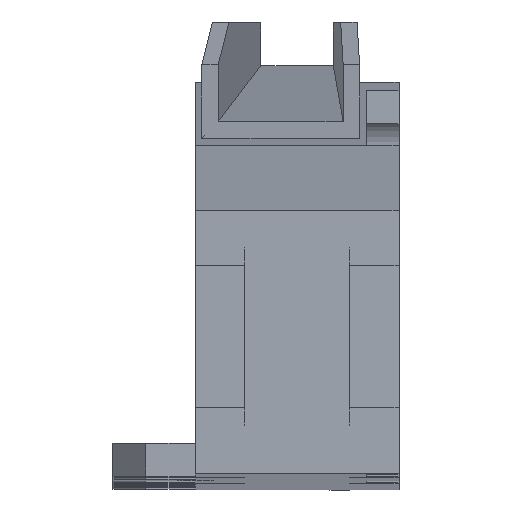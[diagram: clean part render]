
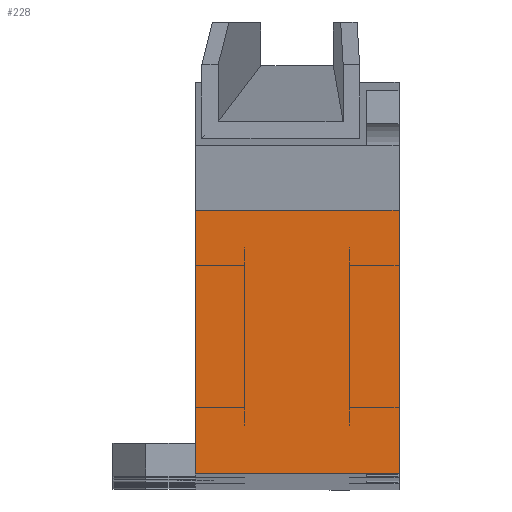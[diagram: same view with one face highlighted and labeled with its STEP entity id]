
A CAD part, top view. The second image highlights one B-rep face of the part: STEP entity #228.
In plain terms, the highlighted planar face has unit normal (0, 0, 1).
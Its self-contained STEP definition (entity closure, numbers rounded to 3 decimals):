
#6 = VECTOR ( 'NONE', #7573, 1000. ) ;
#198 = DIRECTION ( 'NONE',  ( 0., 1., 0. ) ) ;
#220 = CARTESIAN_POINT ( 'NONE',  ( 0., 0., 291.25 ) ) ;
#228 = ADVANCED_FACE ( 'NONE', ( #11733 ), #8384, .T. ) ;
#654 = EDGE_CURVE ( 'NONE', #913, #6694, #11519, .T. ) ;
#913 = VERTEX_POINT ( 'NONE', #3120 ) ;
#1343 = DIRECTION ( 'NONE',  ( 1., 0., 0. ) ) ;
#2632 = EDGE_CURVE ( 'NONE', #9887, #6694, #10596, .T. ) ;
#3050 = ORIENTED_EDGE ( 'NONE', *, *, #654, .T. ) ;
#3120 = CARTESIAN_POINT ( 'NONE',  ( 0., 0., 291.25 ) ) ;
#3655 = ORIENTED_EDGE ( 'NONE', *, *, #11253, .T. ) ;
#4007 = VECTOR ( 'NONE', #5488, 1000. ) ;
#4174 = AXIS2_PLACEMENT_3D ( 'NONE', #220, #10293, #1343 ) ;
#5139 = VECTOR ( 'NONE', #6659, 1000. ) ;
#5353 = VERTEX_POINT ( 'NONE', #7284 ) ;
#5432 = LINE ( 'NONE', #5705, #5139 ) ;
#5488 = DIRECTION ( 'NONE',  ( 1., 0., 0. ) ) ;
#5674 = CARTESIAN_POINT ( 'NONE',  ( 0., 0., 291.25 ) ) ;
#5705 = CARTESIAN_POINT ( 'NONE',  ( 0., 0., 291.25 ) ) ;
#5832 = CARTESIAN_POINT ( 'NONE',  ( -6.2, 0., 291.25 ) ) ;
#6052 = VECTOR ( 'NONE', #198, 1000. ) ;
#6659 = DIRECTION ( 'NONE',  ( 1., 0., 0. ) ) ;
#6694 = VERTEX_POINT ( 'NONE', #9707 ) ;
#7284 = CARTESIAN_POINT ( 'NONE',  ( -6.2, 0., 291.25 ) ) ;
#7573 = DIRECTION ( 'NONE',  ( 0., -1., 0. ) ) ;
#8011 = CARTESIAN_POINT ( 'NONE',  ( -6.2, 8., 291.25 ) ) ;
#8030 = ORIENTED_EDGE ( 'NONE', *, *, #11268, .T. ) ;
#8246 = CARTESIAN_POINT ( 'NONE',  ( -64.338, 8., 291.25 ) ) ;
#8384 = PLANE ( 'NONE',  #4174 ) ;
#9707 = CARTESIAN_POINT ( 'NONE',  ( 0., 8., 291.25 ) ) ;
#9887 = VERTEX_POINT ( 'NONE', #8011 ) ;
#10293 = DIRECTION ( 'NONE',  ( 0., 0., 1. ) ) ;
#10596 = LINE ( 'NONE', #8246, #4007 ) ;
#10718 = ORIENTED_EDGE ( 'NONE', *, *, #2632, .F. ) ;
#11253 = EDGE_CURVE ( 'NONE', #9887, #5353, #11616, .T. ) ;
#11268 = EDGE_CURVE ( 'NONE', #5353, #913, #5432, .T. ) ;
#11519 = LINE ( 'NONE', #5674, #6052 ) ;
#11616 = LINE ( 'NONE', #5832, #6 ) ;
#11733 = FACE_OUTER_BOUND ( 'NONE', #11791, .T. ) ;
#11791 = EDGE_LOOP ( 'NONE', ( #10718, #3655, #8030, #3050 ) ) ;
